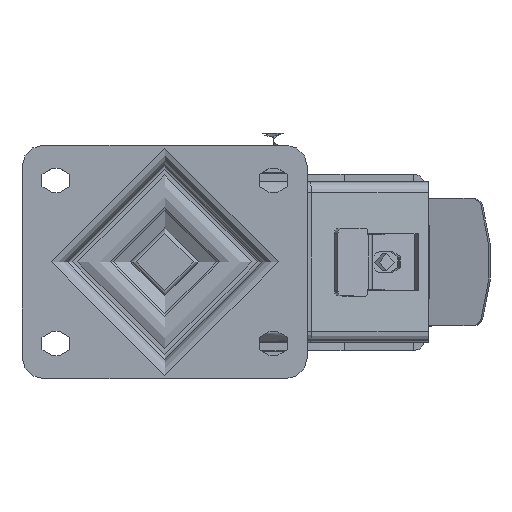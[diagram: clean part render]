
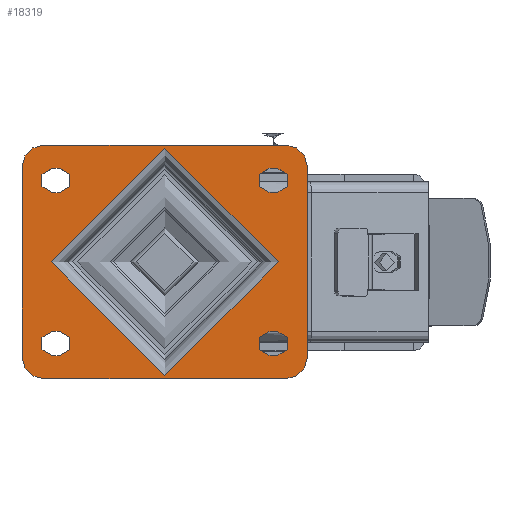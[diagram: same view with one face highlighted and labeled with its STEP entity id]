
A CAD part, top view. The second image highlights one B-rep face of the part: STEP entity #18319.
In plain terms, the highlighted planar face has unit normal (0, 0, 1).
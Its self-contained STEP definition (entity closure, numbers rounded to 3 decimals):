
#1266=FACE_BOUND('',#6667,.T.);
#1267=FACE_BOUND('',#6668,.T.);
#1268=FACE_BOUND('',#6669,.T.);
#1269=FACE_BOUND('',#6670,.T.);
#1270=FACE_BOUND('',#6671,.T.);
#1587=PLANE('',#20036);
#2536=LINE('',#31836,#3948);
#2538=LINE('',#31839,#3950);
#2539=LINE('',#31840,#3951);
#2540=LINE('',#31841,#3952);
#2541=LINE('',#31842,#3953);
#2542=LINE('',#31843,#3954);
#2543=LINE('',#31844,#3955);
#2544=LINE('',#31845,#3956);
#2545=LINE('',#31846,#3957);
#2546=LINE('',#31847,#3958);
#2547=LINE('',#31848,#3959);
#2548=LINE('',#31849,#3960);
#3948=VECTOR('',#23448,1000.);
#3950=VECTOR('',#23452,1000.);
#3951=VECTOR('',#23453,1000.);
#3952=VECTOR('',#23454,1000.);
#3953=VECTOR('',#23455,1000.);
#3954=VECTOR('',#23456,1000.);
#3955=VECTOR('',#23457,1000.);
#3956=VECTOR('',#23458,1000.);
#3957=VECTOR('',#23459,1000.);
#3958=VECTOR('',#23460,1000.);
#3959=VECTOR('',#23461,1000.);
#3960=VECTOR('',#23462,1000.);
#5497=FACE_OUTER_BOUND('',#6666,.T.);
#6666=EDGE_LOOP('',(#15236,#15237,#15238,#15239,#15240,#15241,#15242,#15243));
#6667=EDGE_LOOP('',(#15244));
#6668=EDGE_LOOP('',(#15245,#15246,#15247,#15248));
#6669=EDGE_LOOP('',(#15249,#15250,#15251,#15252));
#6670=EDGE_LOOP('',(#15253,#15254,#15255,#15256));
#6671=EDGE_LOOP('',(#15257,#15258,#15259,#15260));
#7494=CIRCLE('',#19744,4.5);
#7495=CIRCLE('',#19746,4.5);
#7498=CIRCLE('',#19750,4.5);
#7499=CIRCLE('',#19752,4.5);
#7502=CIRCLE('',#19756,4.5);
#7503=CIRCLE('',#19758,4.5);
#7506=CIRCLE('',#19762,4.5);
#7507=CIRCLE('',#19764,4.5);
#7509=CIRCLE('',#19767,41.75);
#7522=CIRCLE('',#19787,8.);
#7524=CIRCLE('',#19790,8.);
#7526=CIRCLE('',#19793,8.);
#7528=CIRCLE('',#19796,8.);
#8629=VERTEX_POINT('',#30989);
#8630=VERTEX_POINT('',#30991);
#8631=VERTEX_POINT('',#30995);
#8632=VERTEX_POINT('',#30996);
#8637=VERTEX_POINT('',#31007);
#8638=VERTEX_POINT('',#31009);
#8639=VERTEX_POINT('',#31013);
#8640=VERTEX_POINT('',#31014);
#8645=VERTEX_POINT('',#31025);
#8646=VERTEX_POINT('',#31027);
#8647=VERTEX_POINT('',#31031);
#8648=VERTEX_POINT('',#31032);
#8653=VERTEX_POINT('',#31043);
#8654=VERTEX_POINT('',#31045);
#8655=VERTEX_POINT('',#31049);
#8656=VERTEX_POINT('',#31050);
#8659=VERTEX_POINT('',#31058);
#8668=VERTEX_POINT('',#31090);
#8669=VERTEX_POINT('',#31091);
#8672=VERTEX_POINT('',#31099);
#8673=VERTEX_POINT('',#31100);
#8676=VERTEX_POINT('',#31108);
#8677=VERTEX_POINT('',#31109);
#8680=VERTEX_POINT('',#31117);
#8681=VERTEX_POINT('',#31118);
#10738=EDGE_CURVE('',#8630,#8629,#7494,.T.);
#10740=EDGE_CURVE('',#8631,#8632,#7495,.T.);
#10746=EDGE_CURVE('',#8638,#8637,#7498,.T.);
#10748=EDGE_CURVE('',#8639,#8640,#7499,.T.);
#10754=EDGE_CURVE('',#8646,#8645,#7502,.T.);
#10756=EDGE_CURVE('',#8647,#8648,#7503,.T.);
#10762=EDGE_CURVE('',#8654,#8653,#7506,.T.);
#10764=EDGE_CURVE('',#8655,#8656,#7507,.T.);
#10768=EDGE_CURVE('',#8659,#8659,#7509,.T.);
#10784=EDGE_CURVE('',#8668,#8669,#7522,.T.);
#10788=EDGE_CURVE('',#8672,#8673,#7524,.T.);
#10792=EDGE_CURVE('',#8676,#8677,#7526,.T.);
#10796=EDGE_CURVE('',#8680,#8681,#7528,.T.);
#11156=EDGE_CURVE('',#8681,#8668,#2536,.T.);
#11158=EDGE_CURVE('',#8677,#8680,#2538,.T.);
#11159=EDGE_CURVE('',#8673,#8676,#2539,.T.);
#11160=EDGE_CURVE('',#8669,#8672,#2540,.T.);
#11161=EDGE_CURVE('',#8629,#8631,#2541,.T.);
#11162=EDGE_CURVE('',#8632,#8630,#2542,.T.);
#11163=EDGE_CURVE('',#8637,#8639,#2543,.T.);
#11164=EDGE_CURVE('',#8640,#8638,#2544,.T.);
#11165=EDGE_CURVE('',#8645,#8647,#2545,.T.);
#11166=EDGE_CURVE('',#8648,#8646,#2546,.T.);
#11167=EDGE_CURVE('',#8653,#8655,#2547,.T.);
#11168=EDGE_CURVE('',#8656,#8654,#2548,.T.);
#15236=ORIENTED_EDGE('',*,*,#10796,.F.);
#15237=ORIENTED_EDGE('',*,*,#11158,.F.);
#15238=ORIENTED_EDGE('',*,*,#10792,.F.);
#15239=ORIENTED_EDGE('',*,*,#11159,.F.);
#15240=ORIENTED_EDGE('',*,*,#10788,.F.);
#15241=ORIENTED_EDGE('',*,*,#11160,.F.);
#15242=ORIENTED_EDGE('',*,*,#10784,.F.);
#15243=ORIENTED_EDGE('',*,*,#11156,.F.);
#15244=ORIENTED_EDGE('',*,*,#10768,.F.);
#15245=ORIENTED_EDGE('',*,*,#11161,.T.);
#15246=ORIENTED_EDGE('',*,*,#10740,.T.);
#15247=ORIENTED_EDGE('',*,*,#11162,.T.);
#15248=ORIENTED_EDGE('',*,*,#10738,.T.);
#15249=ORIENTED_EDGE('',*,*,#11163,.T.);
#15250=ORIENTED_EDGE('',*,*,#10748,.T.);
#15251=ORIENTED_EDGE('',*,*,#11164,.T.);
#15252=ORIENTED_EDGE('',*,*,#10746,.T.);
#15253=ORIENTED_EDGE('',*,*,#11165,.T.);
#15254=ORIENTED_EDGE('',*,*,#10756,.T.);
#15255=ORIENTED_EDGE('',*,*,#11166,.T.);
#15256=ORIENTED_EDGE('',*,*,#10754,.T.);
#15257=ORIENTED_EDGE('',*,*,#11167,.T.);
#15258=ORIENTED_EDGE('',*,*,#10764,.T.);
#15259=ORIENTED_EDGE('',*,*,#11168,.T.);
#15260=ORIENTED_EDGE('',*,*,#10762,.T.);
#18319=ADVANCED_FACE('',(#5497,#1266,#1267,#1268,#1269,#1270),#1587,.T.);
#19744=AXIS2_PLACEMENT_3D('',#30992,#22610,#22611);
#19746=AXIS2_PLACEMENT_3D('',#30997,#22615,#22616);
#19750=AXIS2_PLACEMENT_3D('',#31010,#22626,#22627);
#19752=AXIS2_PLACEMENT_3D('',#31015,#22631,#22632);
#19756=AXIS2_PLACEMENT_3D('',#31028,#22642,#22643);
#19758=AXIS2_PLACEMENT_3D('',#31033,#22647,#22648);
#19762=AXIS2_PLACEMENT_3D('',#31046,#22658,#22659);
#19764=AXIS2_PLACEMENT_3D('',#31051,#22663,#22664);
#19767=AXIS2_PLACEMENT_3D('',#31059,#22671,#22672);
#19787=AXIS2_PLACEMENT_3D('',#31092,#22714,#22715);
#19790=AXIS2_PLACEMENT_3D('',#31101,#22722,#22723);
#19793=AXIS2_PLACEMENT_3D('',#31110,#22730,#22731);
#19796=AXIS2_PLACEMENT_3D('',#31119,#22738,#22739);
#20036=AXIS2_PLACEMENT_3D('',#31838,#23450,#23451);
#22610=DIRECTION('center_axis',(0.,0.,-1.));
#22611=DIRECTION('ref_axis',(-1.,0.,0.));
#22615=DIRECTION('center_axis',(0.,0.,-1.));
#22616=DIRECTION('ref_axis',(-1.,0.,0.));
#22626=DIRECTION('center_axis',(0.,0.,-1.));
#22627=DIRECTION('ref_axis',(-1.,0.,0.));
#22631=DIRECTION('center_axis',(0.,0.,-1.));
#22632=DIRECTION('ref_axis',(-1.,0.,0.));
#22642=DIRECTION('center_axis',(0.,0.,-1.));
#22643=DIRECTION('ref_axis',(1.,0.,0.));
#22647=DIRECTION('center_axis',(0.,0.,-1.));
#22648=DIRECTION('ref_axis',(1.,0.,0.));
#22658=DIRECTION('center_axis',(0.,0.,-1.));
#22659=DIRECTION('ref_axis',(1.,0.,0.));
#22663=DIRECTION('center_axis',(0.,0.,-1.));
#22664=DIRECTION('ref_axis',(1.,0.,0.));
#22671=DIRECTION('center_axis',(0.,0.,1.));
#22672=DIRECTION('ref_axis',(1.,0.,0.));
#22714=DIRECTION('center_axis',(0.,0.,-1.));
#22715=DIRECTION('ref_axis',(-0.707,0.707,0.));
#22722=DIRECTION('center_axis',(0.,0.,-1.));
#22723=DIRECTION('ref_axis',(0.707,0.707,0.));
#22730=DIRECTION('center_axis',(0.,0.,-1.));
#22731=DIRECTION('ref_axis',(0.707,-0.707,0.));
#22738=DIRECTION('center_axis',(0.,0.,-1.));
#22739=DIRECTION('ref_axis',(-0.707,-0.707,0.));
#23448=DIRECTION('',(0.,1.,0.));
#23450=DIRECTION('center_axis',(0.,0.,1.));
#23451=DIRECTION('ref_axis',(1.,0.,0.));
#23452=DIRECTION('',(-1.,0.,0.));
#23453=DIRECTION('',(0.,-1.,0.));
#23454=DIRECTION('',(1.,0.,0.));
#23455=DIRECTION('',(-1.,0.,0.));
#23456=DIRECTION('',(1.,0.,0.));
#23457=DIRECTION('',(-1.,0.,0.));
#23458=DIRECTION('',(1.,0.,0.));
#23459=DIRECTION('',(1.,0.,0.));
#23460=DIRECTION('',(-1.,0.,0.));
#23461=DIRECTION('',(1.,0.,0.));
#23462=DIRECTION('',(-1.,0.,0.));
#30989=CARTESIAN_POINT('',(41.25,-34.5,0.));
#30991=CARTESIAN_POINT('',(41.25,-25.5,0.));
#30992=CARTESIAN_POINT('Origin',(41.25,-30.,0.));
#30995=CARTESIAN_POINT('',(38.75,-34.5,0.));
#30996=CARTESIAN_POINT('',(38.75,-25.5,0.));
#30997=CARTESIAN_POINT('Origin',(38.75,-30.,0.));
#31007=CARTESIAN_POINT('',(41.25,25.5,0.));
#31009=CARTESIAN_POINT('',(41.25,34.5,0.));
#31010=CARTESIAN_POINT('Origin',(41.25,30.,0.));
#31013=CARTESIAN_POINT('',(38.75,25.5,0.));
#31014=CARTESIAN_POINT('',(38.75,34.5,0.));
#31015=CARTESIAN_POINT('Origin',(38.75,30.,0.));
#31025=CARTESIAN_POINT('',(-41.25,-25.5,0.));
#31027=CARTESIAN_POINT('',(-41.25,-34.5,0.));
#31028=CARTESIAN_POINT('Origin',(-41.25,-30.,0.));
#31031=CARTESIAN_POINT('',(-38.75,-25.5,0.));
#31032=CARTESIAN_POINT('',(-38.75,-34.5,0.));
#31033=CARTESIAN_POINT('Origin',(-38.75,-30.,0.));
#31043=CARTESIAN_POINT('',(-41.25,34.5,0.));
#31045=CARTESIAN_POINT('',(-41.25,25.5,0.));
#31046=CARTESIAN_POINT('Origin',(-41.25,30.,0.));
#31049=CARTESIAN_POINT('',(-38.75,34.5,0.));
#31050=CARTESIAN_POINT('',(-38.75,25.5,0.));
#31051=CARTESIAN_POINT('Origin',(-38.75,30.,0.));
#31058=CARTESIAN_POINT('',(41.75,0.,0.));
#31059=CARTESIAN_POINT('Origin',(0.,0.,0.));
#31090=CARTESIAN_POINT('',(-52.5,35.,0.));
#31091=CARTESIAN_POINT('',(-44.5,43.,0.));
#31092=CARTESIAN_POINT('Origin',(-44.5,35.,0.));
#31099=CARTESIAN_POINT('',(44.5,43.,0.));
#31100=CARTESIAN_POINT('',(52.5,35.,0.));
#31101=CARTESIAN_POINT('Origin',(44.5,35.,0.));
#31108=CARTESIAN_POINT('',(52.5,-35.,0.));
#31109=CARTESIAN_POINT('',(44.5,-43.,0.));
#31110=CARTESIAN_POINT('Origin',(44.5,-35.,0.));
#31117=CARTESIAN_POINT('',(-44.5,-43.,0.));
#31118=CARTESIAN_POINT('',(-52.5,-35.,0.));
#31119=CARTESIAN_POINT('Origin',(-44.5,-35.,0.));
#31836=CARTESIAN_POINT('',(-52.5,-43.,0.));
#31838=CARTESIAN_POINT('Origin',(0.,0.,0.));
#31839=CARTESIAN_POINT('',(52.5,-43.,0.));
#31840=CARTESIAN_POINT('',(52.5,43.,0.));
#31841=CARTESIAN_POINT('',(-52.5,43.,0.));
#31842=CARTESIAN_POINT('',(41.25,-34.5,0.));
#31843=CARTESIAN_POINT('',(41.25,-25.5,0.));
#31844=CARTESIAN_POINT('',(41.25,25.5,0.));
#31845=CARTESIAN_POINT('',(41.25,34.5,0.));
#31846=CARTESIAN_POINT('',(-41.25,-25.5,0.));
#31847=CARTESIAN_POINT('',(-41.25,-34.5,0.));
#31848=CARTESIAN_POINT('',(-41.25,34.5,0.));
#31849=CARTESIAN_POINT('',(-41.25,25.5,0.));
